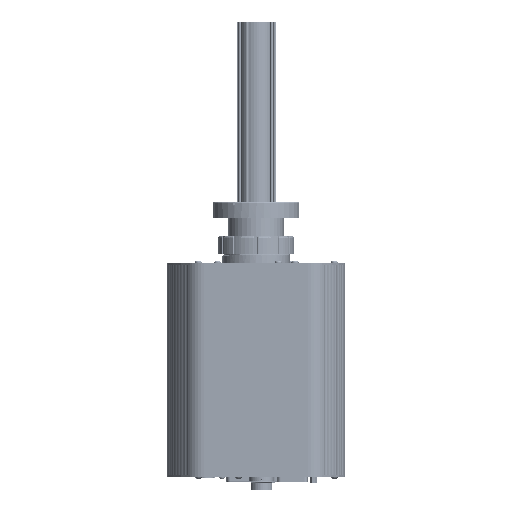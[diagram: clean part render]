
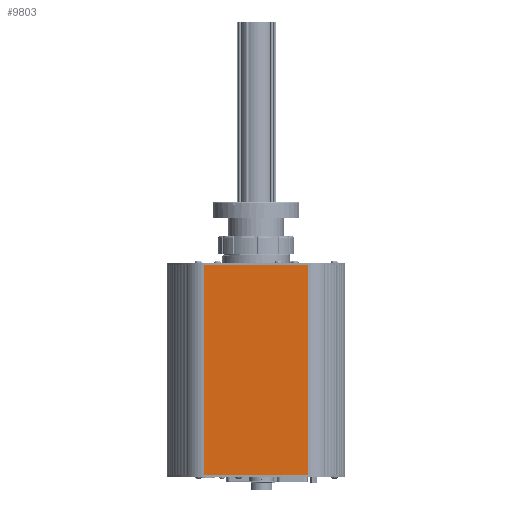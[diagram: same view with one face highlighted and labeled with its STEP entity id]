
A CAD part, front view. The second image highlights one B-rep face of the part: STEP entity #9803.
In plain terms, the highlighted planar face has unit normal (0, -1, 0).
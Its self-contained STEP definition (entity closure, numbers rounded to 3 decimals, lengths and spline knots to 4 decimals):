
#9803=ADVANCED_FACE('',(#15651),#12714,.T.);
#12714=PLANE('',#80026);
#15651=FACE_OUTER_BOUND('',#20042,.T.);
#20042=EDGE_LOOP('',(#37523,#37524,#37525,#37526));
#37523=ORIENTED_EDGE('',*,*,#56736,.F.);
#37524=ORIENTED_EDGE('',*,*,#56969,.F.);
#37525=ORIENTED_EDGE('',*,*,#56594,.T.);
#37526=ORIENTED_EDGE('',*,*,#56970,.T.);
#46946=VERTEX_POINT('',#143144);
#46947=VERTEX_POINT('',#143146);
#47086=VERTEX_POINT('',#143429);
#47087=VERTEX_POINT('',#143431);
#56594=EDGE_CURVE('',#46947,#46946,#64219,.T.);
#56736=EDGE_CURVE('',#47086,#47087,#64288,.T.);
#56969=EDGE_CURVE('',#46947,#47086,#64461,.T.);
#56970=EDGE_CURVE('',#46946,#47087,#64462,.T.);
#64219=LINE('',#143145,#70635);
#64288=LINE('',#143430,#70704);
#64461=LINE('',#143884,#70877);
#64462=LINE('',#143886,#70878);
#70635=VECTOR('',#96006,1.);
#70704=VECTOR('',#96227,1.);
#70877=VECTOR('',#96662,1.);
#70878=VECTOR('',#96665,1.);
#80026=AXIS2_PLACEMENT_3D('',#143887,#96666,#96667);
#96006=DIRECTION('',(1.,0.,0.));
#96227=DIRECTION('',(1.,0.,0.));
#96662=DIRECTION('',(0.,0.,1.));
#96665=DIRECTION('',(0.,0.,1.));
#96666=DIRECTION('',(0.,-1.,0.));
#96667=DIRECTION('',(0.,0.,-1.));
#143144=CARTESIAN_POINT('',(1.6267,-1.5467,-0.0055));
#143145=CARTESIAN_POINT('',(-1.6267,-1.5467,-0.0055));
#143146=CARTESIAN_POINT('',(-1.6267,-1.5467,-0.0055));
#143429=CARTESIAN_POINT('',(-1.6267,-1.5467,6.5595));
#143430=CARTESIAN_POINT('',(-1.6267,-1.5467,6.5595));
#143431=CARTESIAN_POINT('',(1.6267,-1.5467,6.5595));
#143884=CARTESIAN_POINT('',(-1.6267,-1.5467,-0.0055));
#143886=CARTESIAN_POINT('',(1.6267,-1.5467,-0.0055));
#143887=CARTESIAN_POINT('',(-1.6267,-1.5467,-0.0055));
